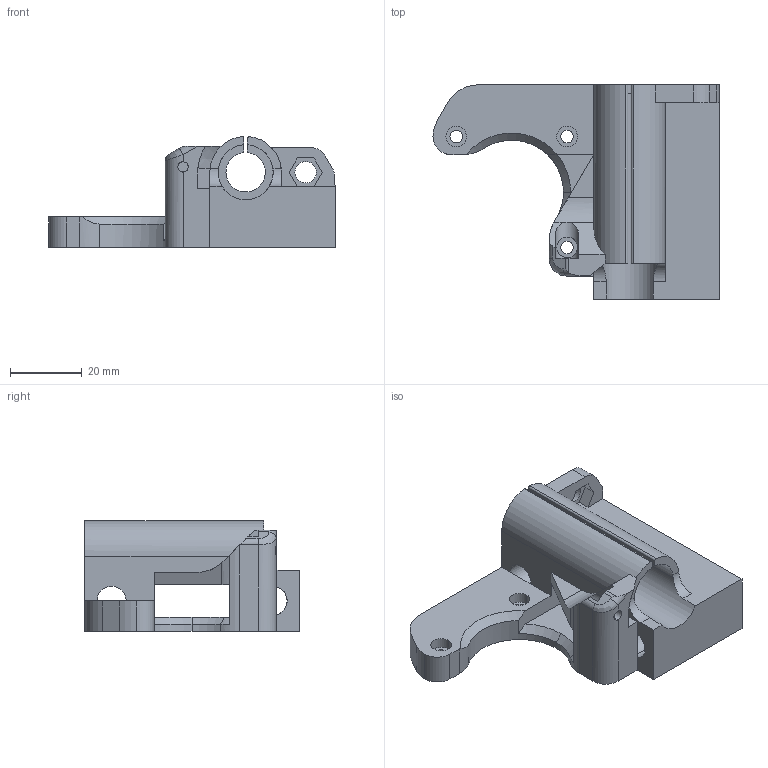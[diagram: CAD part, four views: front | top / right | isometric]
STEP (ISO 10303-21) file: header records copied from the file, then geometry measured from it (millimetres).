
FILE_DESCRIPTION (( 'STEP AP203' ), '1' );
FILE_NAME ('Eje X - Soporte Motor M5.STEP', '2016-09-19T17:42:37', ( '' ), ( '' ), 'SwSTEP 2.0', 'SolidWorks 2016', '' );
FILE_SCHEMA (( 'CONFIG_CONTROL_DESIGN' ));
Length unit declared in the file: millimetre
Products named in the file (1): Eje X - Soporte Motor  M5
Bounding box: 80 x 60 x 30.95 mm (x, y, z)
Volume: 39115.8 mm3; surface area: 19284 mm2
Topology: 1 solids, 1 shells, 116 faces, 322 edges, 208 vertices
Faces by surface type: cylinder 53, plane 53, cone 9, bspline 1
Entity records: 3987 total; most frequent: CARTESIAN_POINT 889, ORIENTED_EDGE 644, DIRECTION 634, EDGE_CURVE 322, AXIS2_PLACEMENT_3D 225, VERTEX_POINT 208, LINE 184, VECTOR 184
